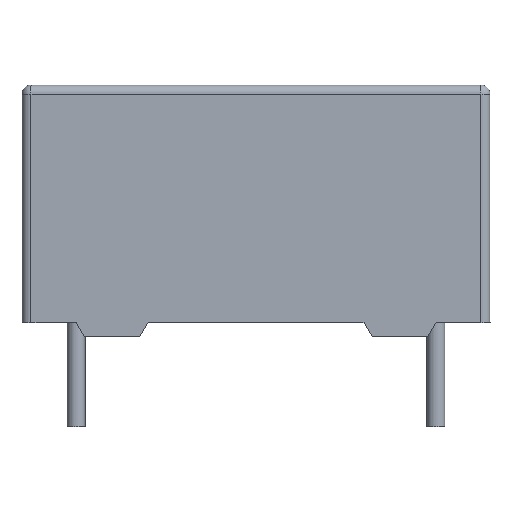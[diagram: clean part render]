
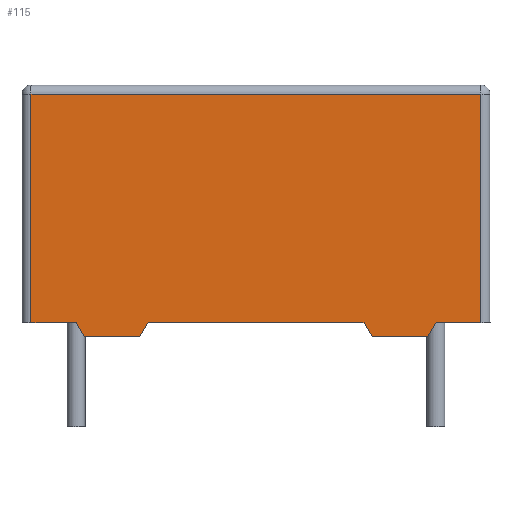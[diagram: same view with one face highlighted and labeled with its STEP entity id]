
A CAD part, front view. The second image highlights one B-rep face of the part: STEP entity #115.
In plain terms, the highlighted planar face has unit normal (0, -1, 0).
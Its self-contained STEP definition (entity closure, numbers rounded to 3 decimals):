
#115=ADVANCED_FACE('',(#612),#614,.T.);
#612=FACE_BOUND('',#613,.T.);
#613=EDGE_LOOP('',(#1818,#1819,#1820,#1821,#1822,#1823,#1824,#1825,#1826,#1827,#1828,
#1829));
#614=PLANE('',#615);
#615=AXIS2_PLACEMENT_3D('',#616,#617,#618);
#616=CARTESIAN_POINT('',(-1.5,-2.,0.));
#617=DIRECTION('',(0.,-1.,0.));
#618=DIRECTION('',(1.,0.,0.));
#1818=ORIENTED_EDGE('',*,*,#2192,.T.);
#1819=ORIENTED_EDGE('',*,*,#2188,.T.);
#1820=ORIENTED_EDGE('',*,*,#2193,.T.);
#1821=ORIENTED_EDGE('',*,*,#2194,.T.);
#1822=ORIENTED_EDGE('',*,*,#2195,.T.);
#1823=ORIENTED_EDGE('',*,*,#2184,.T.);
#1824=ORIENTED_EDGE('',*,*,#2196,.T.);
#1825=ORIENTED_EDGE('',*,*,#2197,.T.);
#1826=ORIENTED_EDGE('',*,*,#2198,.T.);
#1827=ORIENTED_EDGE('',*,*,#2199,.F.);
#1828=ORIENTED_EDGE('',*,*,#2200,.F.);
#1829=ORIENTED_EDGE('',*,*,#2201,.T.);
#2184=EDGE_CURVE('',#2388,#2389,#2390,.T.);
#2188=EDGE_CURVE('',#2396,#2397,#2398,.T.);
#2192=EDGE_CURVE('',#2404,#2396,#2405,.F.);
#2193=EDGE_CURVE('',#2397,#2406,#2407,.F.);
#2194=EDGE_CURVE('',#2406,#2408,#2409,.F.);
#2195=EDGE_CURVE('',#2408,#2388,#2410,.F.);
#2196=EDGE_CURVE('',#2389,#2411,#2412,.F.);
#2197=EDGE_CURVE('',#2411,#2413,#2414,.F.);
#2198=EDGE_CURVE('',#2413,#2415,#2416,.T.);
#2199=EDGE_CURVE('',#2417,#2415,#2418,.T.);
#2200=EDGE_CURVE('',#2419,#2417,#2420,.T.);
#2201=EDGE_CURVE('',#2419,#2404,#2421,.F.);
#2388=VERTEX_POINT('',#2640);
#2389=VERTEX_POINT('',#2641);
#2390=LINE('',#2642,#2643);
#2396=VERTEX_POINT('',#2656);
#2397=VERTEX_POINT('',#2657);
#2398=LINE('',#2658,#2659);
#2404=VERTEX_POINT('',#2672);
#2405=LINE('',#2673,#2674);
#2406=VERTEX_POINT('',#2676);
#2407=LINE('',#2677,#2678);
#2408=VERTEX_POINT('',#2680);
#2409=LINE('',#2681,#2682);
#2410=LINE('',#2684,#2685);
#2411=VERTEX_POINT('',#2687);
#2412=LINE('',#2688,#2689);
#2413=VERTEX_POINT('',#2691);
#2414=LINE('',#2692,#2693);
#2415=VERTEX_POINT('',#2695);
#2416=LINE('',#2696,#2697);
#2417=VERTEX_POINT('',#2699);
#2418=LINE('',#2700,#2701);
#2419=VERTEX_POINT('',#2703);
#2420=LINE('',#2704,#2705);
#2421=LINE('',#2707,#2708);
#2640=CARTESIAN_POINT('',(8.231,-2.,0.));
#2641=CARTESIAN_POINT('',(9.769,-2.,0.));
#2642=CARTESIAN_POINT('',(8.231,-2.,0.));
#2643=VECTOR('',#2644,1.);
#2644=DIRECTION('',(1.,0.,0.));
#2656=CARTESIAN_POINT('',(0.231,-2.,0.));
#2657=CARTESIAN_POINT('',(1.769,-2.,0.));
#2658=CARTESIAN_POINT('',(0.231,-2.,0.));
#2659=VECTOR('',#2660,1.);
#2660=DIRECTION('',(1.,0.,0.));
#2672=CARTESIAN_POINT('',(0.,-2.,0.4));
#2673=CARTESIAN_POINT('',(0.231,-2.,0.));
#2674=VECTOR('',#2675,1.);
#2675=DIRECTION('',(-0.5,0.,0.866));
#2676=CARTESIAN_POINT('',(2.,-2.,0.4));
#2677=CARTESIAN_POINT('',(2.,-2.,0.4));
#2678=VECTOR('',#2679,1.);
#2679=DIRECTION('',(-0.5,0.,-0.866));
#2680=CARTESIAN_POINT('',(8.,-2.,0.4));
#2681=CARTESIAN_POINT('',(8.,-2.,0.4));
#2682=VECTOR('',#2683,1.);
#2683=DIRECTION('',(-1.,0.,0.));
#2684=CARTESIAN_POINT('',(8.231,-2.,0.));
#2685=VECTOR('',#2686,1.);
#2686=DIRECTION('',(-0.5,0.,0.866));
#2687=CARTESIAN_POINT('',(10.,-2.,0.4));
#2688=CARTESIAN_POINT('',(10.,-2.,0.4));
#2689=VECTOR('',#2690,1.);
#2690=DIRECTION('',(-0.5,0.,-0.866));
#2691=CARTESIAN_POINT('',(11.25,-2.,0.4));
#2692=CARTESIAN_POINT('',(11.25,-2.,0.4));
#2693=VECTOR('',#2694,1.);
#2694=DIRECTION('',(-1.,0.,0.));
#2695=CARTESIAN_POINT('',(11.25,-2.,6.75));
#2696=CARTESIAN_POINT('',(11.25,-2.,0.4));
#2697=VECTOR('',#2698,1.);
#2698=DIRECTION('',(0.,0.,1.));
#2699=CARTESIAN_POINT('',(-1.25,-2.,6.75));
#2700=CARTESIAN_POINT('',(-1.25,-2.,6.75));
#2701=VECTOR('',#2702,1.);
#2702=DIRECTION('',(1.,0.,0.));
#2703=CARTESIAN_POINT('',(-1.25,-2.,0.4));
#2704=CARTESIAN_POINT('',(-1.25,-2.,0.4));
#2705=VECTOR('',#2706,1.);
#2706=DIRECTION('',(0.,0.,1.));
#2707=CARTESIAN_POINT('',(0.,-2.,0.4));
#2708=VECTOR('',#2709,1.);
#2709=DIRECTION('',(-1.,0.,0.));
